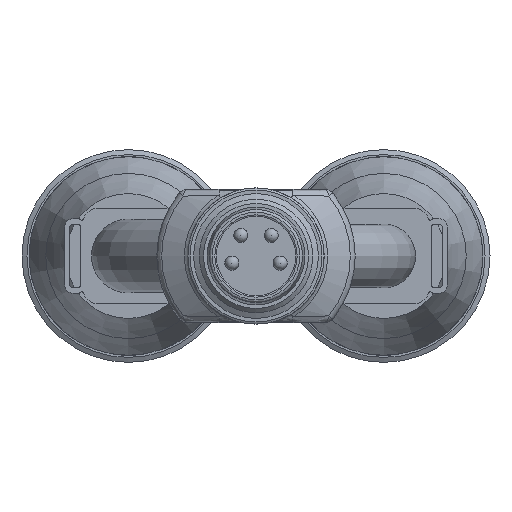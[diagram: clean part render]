
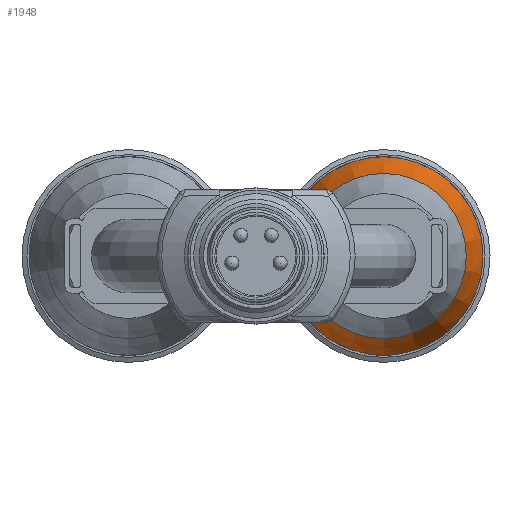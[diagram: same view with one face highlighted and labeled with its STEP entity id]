
A CAD part, left-side view. The second image highlights one B-rep face of the part: STEP entity #1948.
In plain terms, the highlighted conical face has half-angle 20.807 degrees and reference radius 5.1 mm.
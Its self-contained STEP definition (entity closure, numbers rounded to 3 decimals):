
#333=CONICAL_SURFACE('',#16708,5.1,20.807);
#1948=ADVANCED_FACE('',(#5388,#5389),#333,.T.);
#5388=FACE_BOUND('',#6090,.T.);
#5389=FACE_BOUND('',#6091,.T.);
#6090=EDGE_LOOP('',(#8885));
#6091=EDGE_LOOP('',(#8886));
#8885=ORIENTED_EDGE('',*,*,#13705,.F.);
#8886=ORIENTED_EDGE('',*,*,#13788,.T.);
#11881=VERTEX_POINT('',#27386);
#11940=VERTEX_POINT('',#27831);
#13705=EDGE_CURVE('',#11881,#11881,#15375,.T.);
#13788=EDGE_CURVE('',#11940,#11940,#15404,.T.);
#15375=CIRCLE('',#16650,7.);
#15404=CIRCLE('',#16706,5.1);
#16650=AXIS2_PLACEMENT_3D('',#27385,#19682,#19683);
#16706=AXIS2_PLACEMENT_3D('',#27830,#19820,#19821);
#16708=AXIS2_PLACEMENT_3D('',#27833,#19824,#19825);
#19682=DIRECTION('',(1.,0.,0.));
#19683=DIRECTION('',(0.,0.,1.));
#19820=DIRECTION('',(1.,0.,0.));
#19821=DIRECTION('',(0.,0.,1.));
#19824=DIRECTION('',(1.,0.,0.));
#19825=DIRECTION('',(0.,0.,-1.));
#27385=CARTESIAN_POINT('',(89.8,-9.,0.));
#27386=CARTESIAN_POINT('',(89.8,-9.,7.));
#27830=CARTESIAN_POINT('',(84.8,-9.,0.));
#27831=CARTESIAN_POINT('',(84.8,-9.,5.1));
#27833=CARTESIAN_POINT('',(84.8,-9.,0.));
